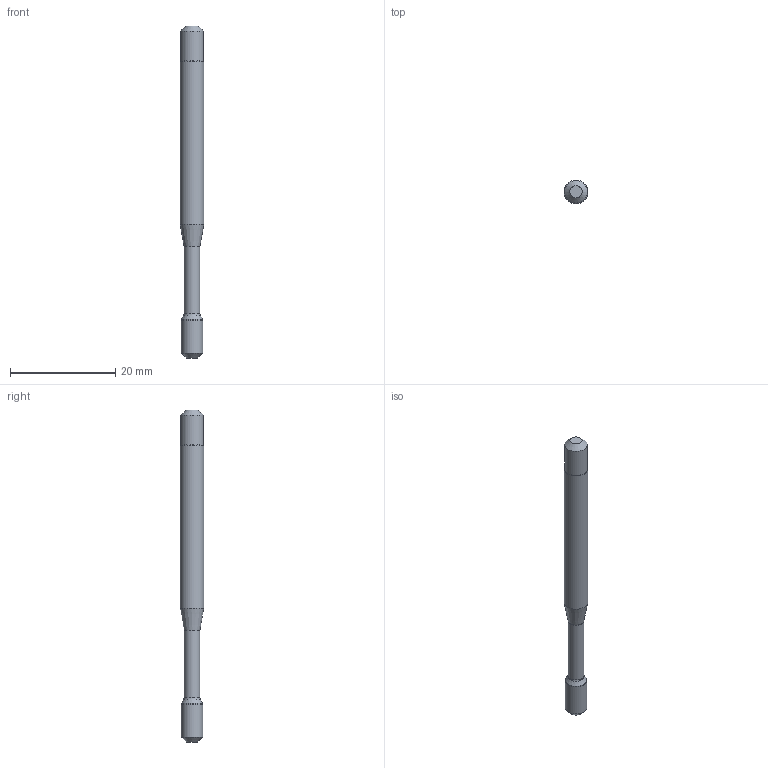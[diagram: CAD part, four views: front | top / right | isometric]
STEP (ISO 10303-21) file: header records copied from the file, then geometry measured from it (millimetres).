
FILE_DESCRIPTION(/* description */ (''),/* implementation_level */ '2;1');
FILE_NAME(/* name */ 'tool.stp',/* time_stamp */ '2022-04-26T05:11:36+02:00',/* author */ (''),/* organization */ ('SMS'),/* preprocessor_version */ 'ST-DEVELOPER v16.7',/* originating_system */ 'SIEMENS PLM Software NX 12.0',/* authorisation */ '');
FILE_SCHEMA (('AUTOMOTIVE_DESIGN { 1 0 10303 214 3 1 1 1 }'));
Length unit declared in the file: millimetre
Products named in the file (1): Tool
Bounding box: 4.5 x 4.5 x 63.2 mm (x, y, z)
Volume: 826.6 mm3; surface area: 846.4 mm2
Topology: 2 solids, 2 shells, 17 faces, 34 edges, 24 vertices
Faces by surface type: cone 6, cylinder 5, plane 4, torus 2
Full cylindrical faces by diameter (mm): 2.998 x1, 4.095 x2, 4.32 x1, 4.5 x1
Entity records: 426 total; most frequent: CARTESIAN_POINT 73, DIRECTION 72, AXIS2_PLACEMENT_3D 36, EDGE_LOOP 30, ORIENTED_EDGE 30, FACE_BOUND 26, ADVANCED_FACE 17, VERTEX_POINT 15
